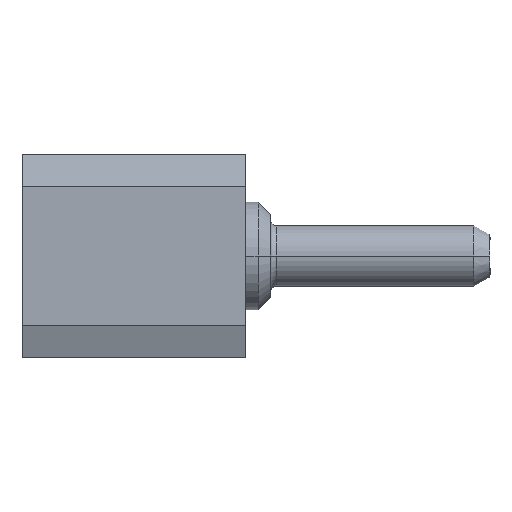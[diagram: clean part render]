
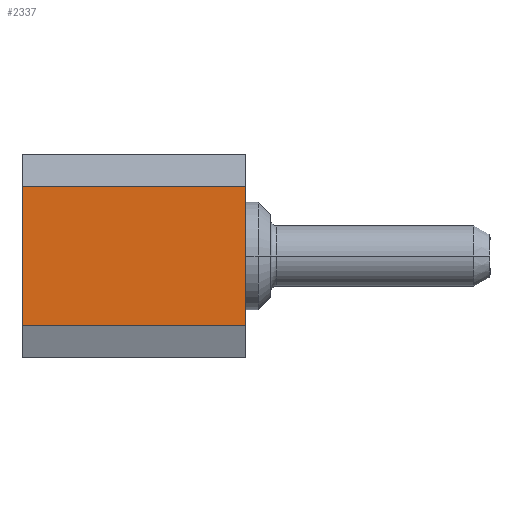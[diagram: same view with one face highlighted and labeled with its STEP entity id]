
A CAD part, left-side view. The second image highlights one B-rep face of the part: STEP entity #2337.
In plain terms, the highlighted planar face has unit normal (-1, 0, 0).
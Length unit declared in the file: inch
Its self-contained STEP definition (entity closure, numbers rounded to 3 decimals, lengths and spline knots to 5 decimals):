
#85 = CARTESIAN_POINT ( 'NONE',  ( -0.01203, -0.11, -0.01575 ) ) ;
#126 = CARTESIAN_POINT ( 'NONE',  ( -0.01203, -0.11, -0.08425 ) ) ;
#127 = CARTESIAN_POINT ( 'NONE',  ( -0.01203, -0.11, -0.01575 ) ) ;
#328 = LINE ( 'NONE', #2613, #573 ) ;
#420 = CARTESIAN_POINT ( 'NONE',  ( -0.01203, 0., -0.08425 ) ) ;
#470 = AXIS2_PLACEMENT_3D ( 'NONE', #2119, #2396, #605 ) ;
#489 = CARTESIAN_POINT ( 'NONE',  ( -0.01203, 0., -0.08425 ) ) ;
#573 = VECTOR ( 'NONE', #1317, 39.37008 ) ;
#605 = DIRECTION ( 'NONE',  ( 0., 0., 1. ) ) ;
#800 = ORIENTED_EDGE ( 'NONE', *, *, #2787, .F. ) ;
#1207 = VECTOR ( 'NONE', #1872, 39.37008 ) ;
#1224 = DIRECTION ( 'NONE',  ( 0., 1., 0. ) ) ;
#1317 = DIRECTION ( 'NONE',  ( 0., 0., 1. ) ) ;
#1378 = VERTEX_POINT ( 'NONE', #2515 ) ;
#1381 = PLANE ( 'NONE',  #470 ) ;
#1415 = VERTEX_POINT ( 'NONE', #85 ) ;
#1444 = EDGE_LOOP ( 'NONE', ( #800, #2540, #2853, #1646 ) ) ;
#1646 = ORIENTED_EDGE ( 'NONE', *, *, #2397, .T. ) ;
#1750 = VECTOR ( 'NONE', #2175, 39.37008 ) ;
#1797 = EDGE_CURVE ( 'NONE', #1378, #2461, #2554, .T. ) ;
#1872 = DIRECTION ( 'NONE',  ( 0., 1., 0. ) ) ;
#2119 = CARTESIAN_POINT ( 'NONE',  ( -0.01203, -0.11, -0.08425 ) ) ;
#2175 = DIRECTION ( 'NONE',  ( 0., 0., 1. ) ) ;
#2319 = VECTOR ( 'NONE', #1224, 39.37008 ) ;
#2337 = ADVANCED_FACE ( 'NONE', ( #2859 ), #1381, .T. ) ;
#2382 = LINE ( 'NONE', #127, #2319 ) ;
#2396 = DIRECTION ( 'NONE',  ( -1., 0., 0. ) ) ;
#2397 = EDGE_CURVE ( 'NONE', #1415, #2918, #2382, .T. ) ;
#2461 = VERTEX_POINT ( 'NONE', #489 ) ;
#2515 = CARTESIAN_POINT ( 'NONE',  ( -0.01203, -0.11, -0.08425 ) ) ;
#2529 = CARTESIAN_POINT ( 'NONE',  ( -0.01203, 0., -0.01575 ) ) ;
#2540 = ORIENTED_EDGE ( 'NONE', *, *, #1797, .F. ) ;
#2554 = LINE ( 'NONE', #126, #1207 ) ;
#2613 = CARTESIAN_POINT ( 'NONE',  ( -0.01203, -0.11, -0.08425 ) ) ;
#2665 = EDGE_CURVE ( 'NONE', #1378, #1415, #328, .T. ) ;
#2787 = EDGE_CURVE ( 'NONE', #2461, #2918, #2925, .T. ) ;
#2853 = ORIENTED_EDGE ( 'NONE', *, *, #2665, .T. ) ;
#2859 = FACE_OUTER_BOUND ( 'NONE', #1444, .T. ) ;
#2918 = VERTEX_POINT ( 'NONE', #2529 ) ;
#2925 = LINE ( 'NONE', #420, #1750 ) ;
